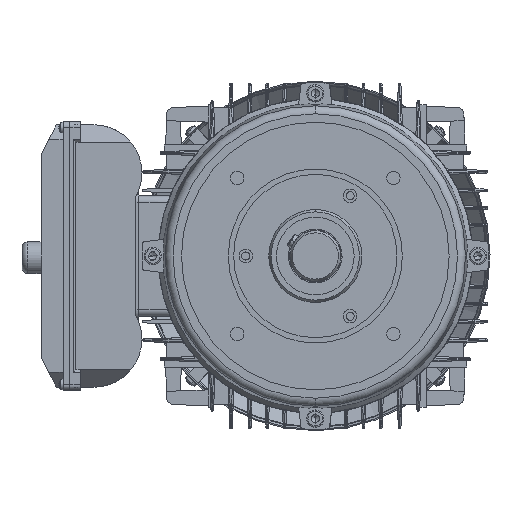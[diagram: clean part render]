
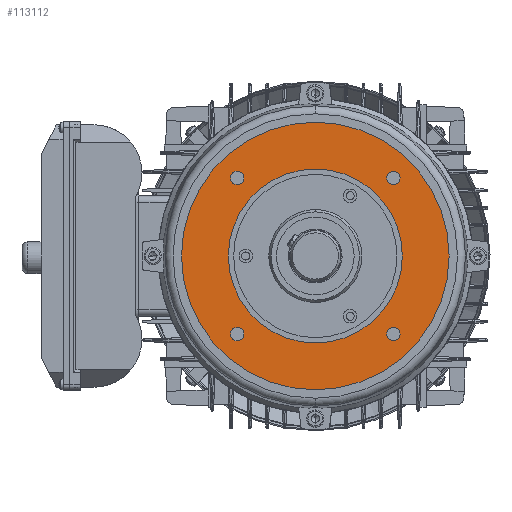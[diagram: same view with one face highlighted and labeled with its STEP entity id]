
A CAD part, left-side view. The second image highlights one B-rep face of the part: STEP entity #113112.
In plain terms, the highlighted planar face has unit normal (-1, 0, 0).
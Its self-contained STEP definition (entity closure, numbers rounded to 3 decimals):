
#1926 = AXIS2_PLACEMENT_3D ( 'NONE', #50786, #157725, #139172 ) ;
#2766 = FACE_BOUND ( 'NONE', #124085, .T. ) ;
#4814 = ORIENTED_EDGE ( 'NONE', *, *, #12877, .T. ) ;
#5730 = ORIENTED_EDGE ( 'NONE', *, *, #81785, .T. ) ;
#8440 = CARTESIAN_POINT ( 'NONE',  ( 3.5, 58.336, 58.336 ) ) ;
#10679 = CARTESIAN_POINT ( 'NONE',  ( 3.5, 58.336, -58.336 ) ) ;
#11706 = CARTESIAN_POINT ( 'NONE',  ( 3.5, -58.336, -58.336 ) ) ;
#12115 = FACE_BOUND ( 'NONE', #104194, .T. ) ;
#12877 = EDGE_CURVE ( 'NONE', #31424, #147652, #126025, .T. ) ;
#15248 = VERTEX_POINT ( 'NONE', #179543 ) ;
#15954 = AXIS2_PLACEMENT_3D ( 'NONE', #133461, #96346, #77814 ) ;
#17748 = DIRECTION ( 'NONE',  ( 0., 0., -1. ) ) ;
#18939 = DIRECTION ( 'NONE',  ( 0., 0., 1. ) ) ;
#21433 = AXIS2_PLACEMENT_3D ( 'NONE', #54869, #36267, #17748 ) ;
#24839 = DIRECTION ( 'NONE',  ( 0., 0., -1. ) ) ;
#25300 = AXIS2_PLACEMENT_3D ( 'NONE', #160601, #142073, #123456 ) ;
#26135 = FACE_BOUND ( 'NONE', #27288, .T. ) ;
#26231 = ORIENTED_EDGE ( 'NONE', *, *, #37704, .T. ) ;
#27288 = EDGE_LOOP ( 'NONE', ( #4814, #26231 ) ) ;
#27890 = EDGE_CURVE ( 'NONE', #48413, #92056, #113662, .T. ) ;
#28087 = EDGE_CURVE ( 'NONE', #144864, #171068, #85803, .T. ) ;
#28964 = AXIS2_PLACEMENT_3D ( 'NONE', #82768, #64222, #45670 ) ;
#31201 = ORIENTED_EDGE ( 'NONE', *, *, #100981, .F. ) ;
#31424 = VERTEX_POINT ( 'NONE', #62465 ) ;
#33480 = VERTEX_POINT ( 'NONE', #139784 ) ;
#35512 = CARTESIAN_POINT ( 'NONE',  ( 3.5, 58.336, -53.336 ) ) ;
#36187 = DIRECTION ( 'NONE',  ( 0., 0., -1. ) ) ;
#36267 = DIRECTION ( 'NONE',  ( 1., 0., 0. ) ) ;
#37462 = DIRECTION ( 'NONE',  ( -1., 0., 0. ) ) ;
#37704 = EDGE_CURVE ( 'NONE', #147652, #31424, #78814, .T. ) ;
#40138 = FACE_BOUND ( 'NONE', #52286, .T. ) ;
#41150 = DIRECTION ( 'NONE',  ( 0., 0., -1. ) ) ;
#42217 = ORIENTED_EDGE ( 'NONE', *, *, #112214, .T. ) ;
#43380 = DIRECTION ( 'NONE',  ( 1., 0., 0. ) ) ;
#45241 = AXIS2_PLACEMENT_3D ( 'NONE', #56070, #37462, #18939 ) ;
#45670 = DIRECTION ( 'NONE',  ( 0., 0., -1. ) ) ;
#47518 = DIRECTION ( 'NONE',  ( 0., 0., 1. ) ) ;
#47935 = ORIENTED_EDGE ( 'NONE', *, *, #28087, .T. ) ;
#48413 = VERTEX_POINT ( 'NONE', #98987 ) ;
#49515 = FACE_OUTER_BOUND ( 'NONE', #179906, .T. ) ;
#50786 = CARTESIAN_POINT ( 'NONE',  ( 3.5, 0., 0. ) ) ;
#52286 = EDGE_LOOP ( 'NONE', ( #159200, #31201 ) ) ;
#52288 = CARTESIAN_POINT ( 'NONE',  ( 3.5, 0., -100. ) ) ;
#54797 = DIRECTION ( 'NONE',  ( 1., 0., 0. ) ) ;
#54869 = CARTESIAN_POINT ( 'NONE',  ( 3.5, 65., 0. ) ) ;
#56070 = CARTESIAN_POINT ( 'NONE',  ( 3.5, 0., 0. ) ) ;
#59747 = DIRECTION ( 'NONE',  ( 1., 0., 0. ) ) ;
#60668 = EDGE_CURVE ( 'NONE', #73446, #33480, #125535, .T. ) ;
#62465 = CARTESIAN_POINT ( 'NONE',  ( 3.5, 58.336, -63.336 ) ) ;
#64222 = DIRECTION ( 'NONE',  ( 1., 0., 0. ) ) ;
#66091 = DIRECTION ( 'NONE',  ( -1., 0., 0. ) ) ;
#66256 = ORIENTED_EDGE ( 'NONE', *, *, #90031, .T. ) ;
#68392 = AXIS2_PLACEMENT_3D ( 'NONE', #84606, #66091, #47518 ) ;
#71239 = ORIENTED_EDGE ( 'NONE', *, *, #60668, .T. ) ;
#73356 = CARTESIAN_POINT ( 'NONE',  ( 3.5, 58.336, 58.336 ) ) ;
#73446 = VERTEX_POINT ( 'NONE', #52288 ) ;
#76268 = ORIENTED_EDGE ( 'NONE', *, *, #107794, .T. ) ;
#77814 = DIRECTION ( 'NONE',  ( 0., 0., -1. ) ) ;
#78814 = CIRCLE ( 'NONE', #118729, 5. ) ;
#79501 = CARTESIAN_POINT ( 'NONE',  ( 3.5, 58.336, 53.336 ) ) ;
#81785 = EDGE_CURVE ( 'NONE', #15248, #95655, #142720, .T. ) ;
#82768 = CARTESIAN_POINT ( 'NONE',  ( 3.5, 58.336, -58.336 ) ) ;
#84606 = CARTESIAN_POINT ( 'NONE',  ( 3.5, 0., 0. ) ) ;
#85568 = AXIS2_PLACEMENT_3D ( 'NONE', #143588, #124987, #106429 ) ;
#85736 = EDGE_CURVE ( 'NONE', #125669, #176095, #173346, .T. ) ;
#85803 = CIRCLE ( 'NONE', #25300, 5. ) ;
#86785 = AXIS2_PLACEMENT_3D ( 'NONE', #167777, #149210, #130622 ) ;
#88925 = CIRCLE ( 'NONE', #85568, 65. ) ;
#89067 = CARTESIAN_POINT ( 'NONE',  ( 3.5, 0., 65. ) ) ;
#90031 = EDGE_CURVE ( 'NONE', #92056, #48413, #135268, .T. ) ;
#91922 = PLANE ( 'NONE',  #21433 ) ;
#92056 = VERTEX_POINT ( 'NONE', #171914 ) ;
#92444 = AXIS2_PLACEMENT_3D ( 'NONE', #73356, #54797, #36187 ) ;
#95655 = VERTEX_POINT ( 'NONE', #79501 ) ;
#96242 = CIRCLE ( 'NONE', #116963, 5. ) ;
#96346 = DIRECTION ( 'NONE',  ( 1., 0., 0. ) ) ;
#97908 = CIRCLE ( 'NONE', #86785, 5. ) ;
#98987 = CARTESIAN_POINT ( 'NONE',  ( 3.5, -58.336, -63.336 ) ) ;
#100981 = EDGE_CURVE ( 'NONE', #176095, #125669, #88925, .T. ) ;
#103760 = CARTESIAN_POINT ( 'NONE',  ( 3.5, 0., -65. ) ) ;
#104194 = EDGE_LOOP ( 'NONE', ( #146361, #5730 ) ) ;
#106429 = DIRECTION ( 'NONE',  ( 0., 0., 1. ) ) ;
#107794 = EDGE_CURVE ( 'NONE', #33480, #73446, #121752, .T. ) ;
#112214 = EDGE_CURVE ( 'NONE', #171068, #144864, #97908, .T. ) ;
#113112 = ADVANCED_FACE ( 'NONE', ( #179284, #2766, #26135, #12115, #40138, #49515 ), #91922, .F. ) ;
#113662 = CIRCLE ( 'NONE', #15954, 5. ) ;
#116963 = AXIS2_PLACEMENT_3D ( 'NONE', #8440, #59747, #41150 ) ;
#118729 = AXIS2_PLACEMENT_3D ( 'NONE', #10679, #43380, #24839 ) ;
#121752 = CIRCLE ( 'NONE', #1926, 100. ) ;
#123456 = DIRECTION ( 'NONE',  ( 0., 0., -1. ) ) ;
#124085 = EDGE_LOOP ( 'NONE', ( #155547, #66256 ) ) ;
#124987 = DIRECTION ( 'NONE',  ( -1., 0., 0. ) ) ;
#125535 = CIRCLE ( 'NONE', #68392, 100. ) ;
#125669 = VERTEX_POINT ( 'NONE', #89067 ) ;
#126025 = CIRCLE ( 'NONE', #28964, 5. ) ;
#129170 = CARTESIAN_POINT ( 'NONE',  ( 3.5, -58.336, 63.336 ) ) ;
#130622 = DIRECTION ( 'NONE',  ( 0., 0., -1. ) ) ;
#133461 = CARTESIAN_POINT ( 'NONE',  ( 3.5, -58.336, -58.336 ) ) ;
#135268 = CIRCLE ( 'NONE', #179923, 5. ) ;
#137179 = DIRECTION ( 'NONE',  ( 0., 0., -1. ) ) ;
#139172 = DIRECTION ( 'NONE',  ( 0., 0., 1. ) ) ;
#139784 = CARTESIAN_POINT ( 'NONE',  ( 3.5, 0., 100. ) ) ;
#142032 = EDGE_CURVE ( 'NONE', #95655, #15248, #96242, .T. ) ;
#142073 = DIRECTION ( 'NONE',  ( 1., 0., 0. ) ) ;
#142720 = CIRCLE ( 'NONE', #92444, 5. ) ;
#143588 = CARTESIAN_POINT ( 'NONE',  ( 3.5, 0., 0. ) ) ;
#144864 = VERTEX_POINT ( 'NONE', #129170 ) ;
#146361 = ORIENTED_EDGE ( 'NONE', *, *, #142032, .T. ) ;
#147051 = CARTESIAN_POINT ( 'NONE',  ( 3.5, -58.336, 53.336 ) ) ;
#147652 = VERTEX_POINT ( 'NONE', #35512 ) ;
#149210 = DIRECTION ( 'NONE',  ( 1., 0., 0. ) ) ;
#155547 = ORIENTED_EDGE ( 'NONE', *, *, #27890, .T. ) ;
#155762 = DIRECTION ( 'NONE',  ( 1., 0., 0. ) ) ;
#157725 = DIRECTION ( 'NONE',  ( -1., 0., 0. ) ) ;
#159200 = ORIENTED_EDGE ( 'NONE', *, *, #85736, .F. ) ;
#160601 = CARTESIAN_POINT ( 'NONE',  ( 3.5, -58.336, 58.336 ) ) ;
#167777 = CARTESIAN_POINT ( 'NONE',  ( 3.5, -58.336, 58.336 ) ) ;
#171068 = VERTEX_POINT ( 'NONE', #147051 ) ;
#171914 = CARTESIAN_POINT ( 'NONE',  ( 3.5, -58.336, -53.336 ) ) ;
#173346 = CIRCLE ( 'NONE', #45241, 65. ) ;
#175040 = EDGE_LOOP ( 'NONE', ( #42217, #47935 ) ) ;
#176095 = VERTEX_POINT ( 'NONE', #103760 ) ;
#179284 = FACE_BOUND ( 'NONE', #175040, .T. ) ;
#179543 = CARTESIAN_POINT ( 'NONE',  ( 3.5, 58.336, 63.336 ) ) ;
#179906 = EDGE_LOOP ( 'NONE', ( #76268, #71239 ) ) ;
#179923 = AXIS2_PLACEMENT_3D ( 'NONE', #11706, #155762, #137179 ) ;
